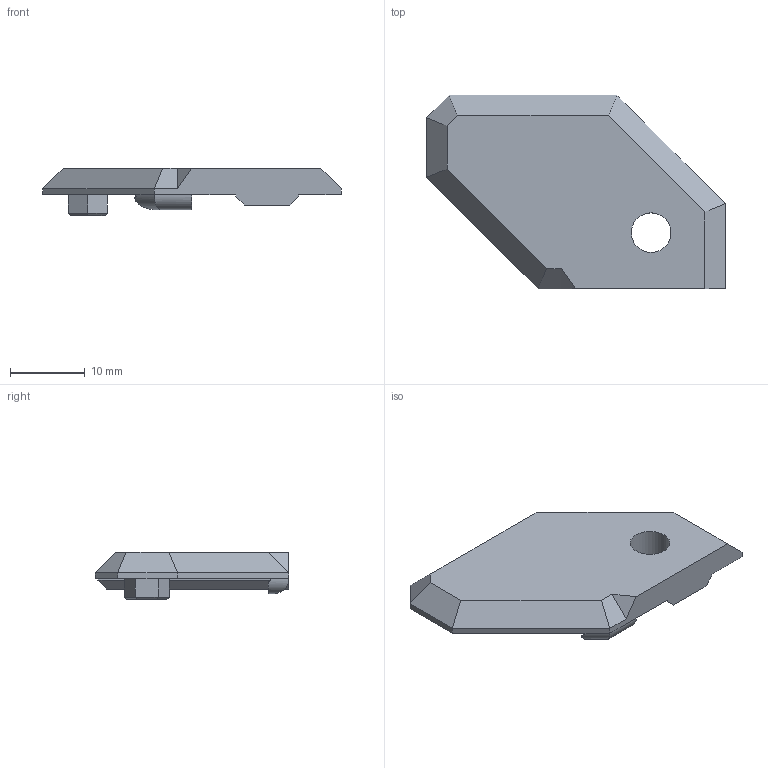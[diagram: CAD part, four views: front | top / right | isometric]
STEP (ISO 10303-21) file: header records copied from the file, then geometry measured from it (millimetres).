
FILE_DESCRIPTION(/* description */ (''),/* implementation_level */ '2;1');
FILE_NAME(/* name */ 'rambo_base_lower_mount.step',/* time_stamp */ '2018-02-15T10:42:08+01:00',/* author */ ('gregsaun'),/* organization */ (''),/* preprocessor_version */ 'ST-DEVELOPER v16.13',/* originating_system */ 'Autodesk Translation Framework v6.5.0.72',/* authorisation */ '');
FILE_SCHEMA (('AUTOMOTIVE_DESIGN { 1 0 10303 214 3 1 1 }'));
Length unit declared in the file: millimetre
Products named in the file (1): rambo_base_lower_mount
Bounding box: 39.9 x 25.9 x 6.3 mm (x, y, z)
Volume: 2705.1 mm3; surface area: 2115.4 mm2
Topology: 1 solids, 5 shells, 76 faces, 170 edges, 108 vertices
Faces by surface type: plane 68, cylinder 7, cone 1
Full cylindrical faces by diameter (mm): 1.5 x2, 2.7 x1, 5.3 x1
Entity records: 2098 total; most frequent: CARTESIAN_POINT 355, ORIENTED_EDGE 340, DIRECTION 340, EDGE_CURVE 170, LINE 154, VECTOR 154, VERTEX_POINT 108, AXIS2_PLACEMENT_3D 93
